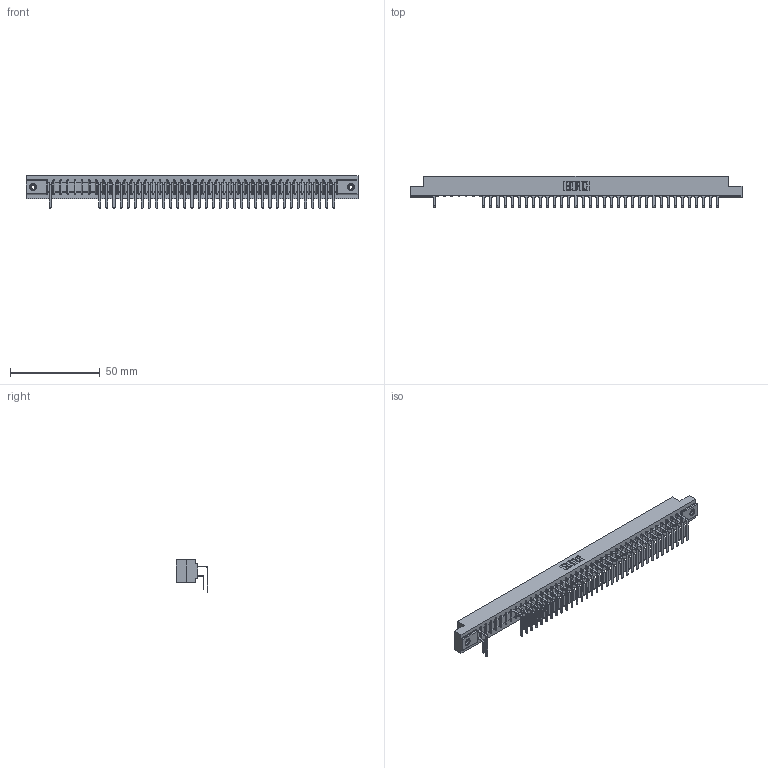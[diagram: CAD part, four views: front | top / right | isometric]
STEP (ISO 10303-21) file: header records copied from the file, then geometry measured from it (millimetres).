
FILE_DESCRIPTION (( 'STEP AP203' ), '1' );
FILE_NAME ('307-041-559-108.STEP', '2018-08-05T16:01:38', ( '' ), ( '' ), 'SwSTEP 2.0', 'SolidWorks 2016', '' );
FILE_SCHEMA (( 'CONFIG_CONTROL_DESIGN' ));
Length unit declared in the file: inch
Products named in the file (5): 307-290-001_559 - 2 (Single); 345-250-001_345-250-003-102; 307-041-559-108; 307 Part_.156 Dia Mounting Holes; 307-290-001_558 559 - 1 (Single)
Assembly tree (72 placements, depth 2):
  307-041-559-108
    307 Part_.156 Dia Mounting Holes
    307-290-001_558 559 - 1 (Single)  x34
    307-290-001_559 - 2 (Single)  x35
    345-250-001_345-250-003-102  x2
Bounding box: 185.47 x 17.69 x 18.07 mm (x, y, z)
Volume: 19848.3 mm3; surface area: 24973.5 mm2
Topology: 72 solids, 72 shells, 3800 faces, 10673 edges, 6902 vertices
Faces by surface type: plane 2457, cylinder 1243, sphere 84, cone 12, torus 4
Entity records: 38800 total; most frequent: CARTESIAN_POINT 6389, ORIENTED_EDGE 6338, DIRECTION 6253, EDGE_CURVE 3169, VECTOR 2429, LINE 2429, VERTEX_POINT 2048, AXIS2_PLACEMENT_3D 1912
